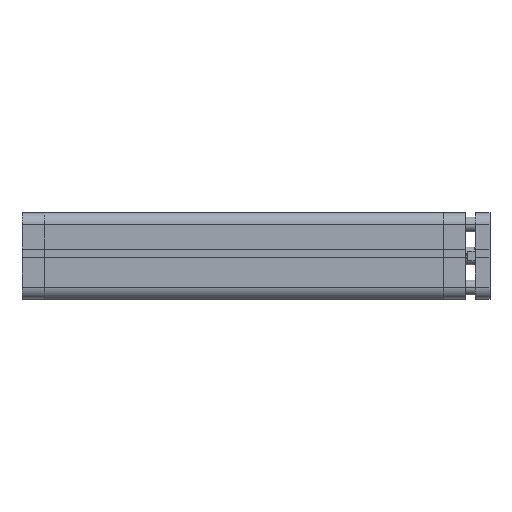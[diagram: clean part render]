
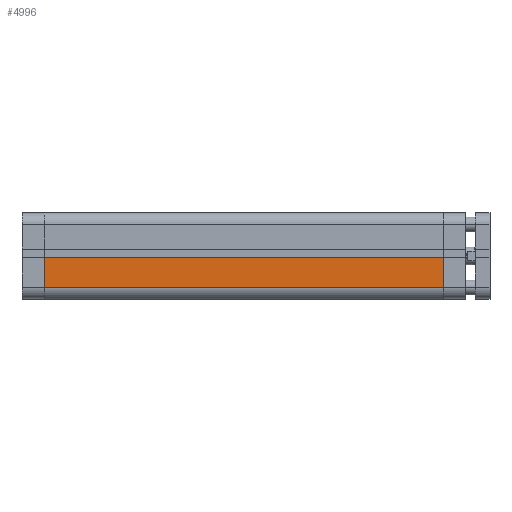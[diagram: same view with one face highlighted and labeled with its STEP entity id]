
A CAD part, top view. The second image highlights one B-rep face of the part: STEP entity #4996.
In plain terms, the highlighted face is planar.
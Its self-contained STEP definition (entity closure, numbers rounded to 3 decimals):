
#884 = CARTESIAN_POINT ( 'NONE',  ( 29., -63.941, 266.5 ) ) ;
#885 = PLANE ( 'NONE',  #5824 ) ;
#887 = DIRECTION ( 'NONE',  ( 1., 0., 0. ) ) ;
#888 = DIRECTION ( 'NONE',  ( 0., 1., 0. ) ) ;
#1608 = FACE_OUTER_BOUND ( 'NONE', #3875, .T. ) ;
#2301 = LINE ( 'NONE', #3088, #2302 ) ;
#2302 = VECTOR ( 'NONE', #3089, 1000. ) ;
#2303 = LINE ( 'NONE', #3090, #2304 ) ;
#2304 = VECTOR ( 'NONE', #3091, 1000. ) ;
#2309 = LINE ( 'NONE', #3097, #2310 ) ;
#2310 = VECTOR ( 'NONE', #3098, 1000. ) ;
#2313 = LINE ( 'NONE', #3096, #2317 ) ;
#2317 = VECTOR ( 'NONE', #3107, 1000. ) ;
#3088 = CARTESIAN_POINT ( 'NONE',  ( 29., -63.941, 0. ) ) ;
#3089 = DIRECTION ( 'NONE',  ( 0., -1., 0. ) ) ;
#3090 = CARTESIAN_POINT ( 'NONE',  ( 29., 21., 266.5 ) ) ;
#3091 = DIRECTION ( 'NONE',  ( 0., 0., -1. ) ) ;
#3096 = CARTESIAN_POINT ( 'NONE',  ( 29., -63.941, 266.5 ) ) ;
#3097 = CARTESIAN_POINT ( 'NONE',  ( 29., 0.85, 266.5 ) ) ;
#3098 = DIRECTION ( 'NONE',  ( 0., 0., -1. ) ) ;
#3107 = DIRECTION ( 'NONE',  ( 0., -1., 0. ) ) ;
#3875 = EDGE_LOOP ( 'NONE', ( #4723, #4722, #4721, #4720 ) ) ;
#4720 = ORIENTED_EDGE ( 'NONE', *, *, #5437, .T. ) ;
#4721 = ORIENTED_EDGE ( 'NONE', *, *, #5441, .T. ) ;
#4722 = ORIENTED_EDGE ( 'NONE', *, *, #5434, .F. ) ;
#4723 = ORIENTED_EDGE ( 'NONE', *, *, #5433, .F. ) ;
#4996 = ADVANCED_FACE ( 'NONE', ( #1608 ), #885, .T. ) ;
#5433 = EDGE_CURVE ( 'NONE', #7966, #8086, #2301, .T. ) ;
#5434 = EDGE_CURVE ( 'NONE', #7967, #7966, #2303, .T. ) ;
#5437 = EDGE_CURVE ( 'NONE', #8023, #8086, #2309, .T. ) ;
#5441 = EDGE_CURVE ( 'NONE', #7967, #8023, #2313, .T. ) ;
#5824 = AXIS2_PLACEMENT_3D ( 'NONE', #884, #887, #888 ) ;
#7450 = CARTESIAN_POINT ( 'NONE',  ( 29., 21., 0. ) ) ;
#7451 = CARTESIAN_POINT ( 'NONE',  ( 29., 21., 266.5 ) ) ;
#7506 = CARTESIAN_POINT ( 'NONE',  ( 29., 0.85, 266.5 ) ) ;
#7569 = CARTESIAN_POINT ( 'NONE',  ( 29., 0.85, 0. ) ) ;
#7966 = VERTEX_POINT ( 'NONE', #7450 ) ;
#7967 = VERTEX_POINT ( 'NONE', #7451 ) ;
#8023 = VERTEX_POINT ( 'NONE', #7506 ) ;
#8086 = VERTEX_POINT ( 'NONE', #7569 ) ;
